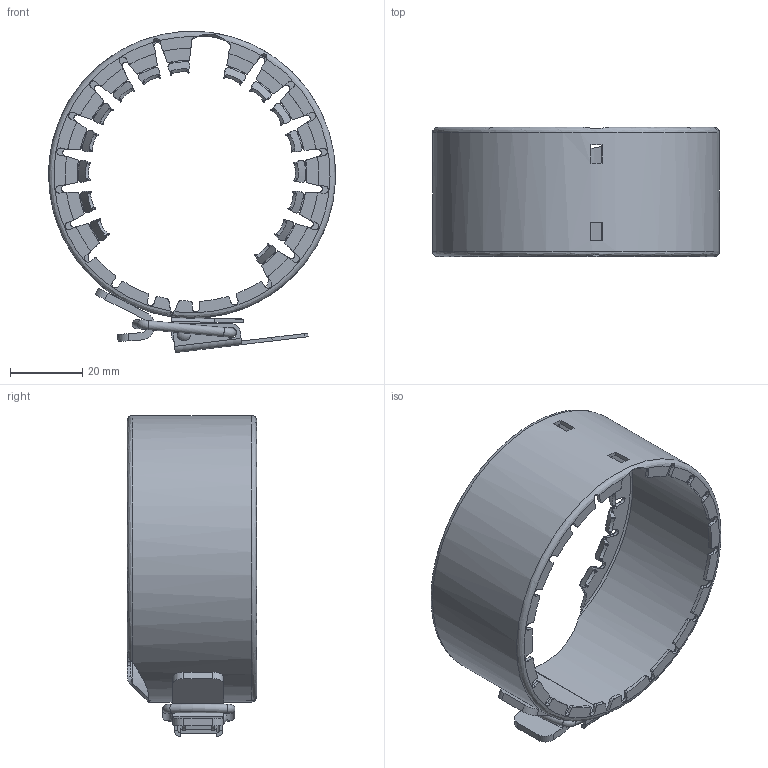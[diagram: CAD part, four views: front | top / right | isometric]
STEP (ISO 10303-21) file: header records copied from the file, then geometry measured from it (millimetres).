
FILE_DESCRIPTION(/* description */ ('STEP AP214'),/* implementation_level */ '2;1');
FILE_NAME(/* name */ '881505z.stp',/* time_stamp */ '2025-04-01T11:08:15+02:00',/* author */ ('corinna'),/* organization */ (''),/* preprocessor_version */ 'ST-DEVELOPER v20',/* originating_system */ 'Autodesk Inventor 2024',/* authorisation */ '');
FILE_SCHEMA (('AUTOMOTIVE_DESIGN { 1 0 10303 214 3 1 1 }'));
Products named in the file (1): 881505z
Bounding box: 79.38 x 35.81 x 88.88 mm (x, y, z)
Volume: 12456.1 mm3; surface area: 25375.6 mm2
Topology: 6 solids, 6 shells, 1034 faces, 2923 edges, 1903 vertices
Faces by surface type: bspline 832, plane 104, cylinder 89, torus 7, sphere 2
Full cylindrical faces by diameter (mm): 2.5 x4, 2.8 x1, 3 x8
Entity records: 67868 total; most frequent: CARTESIAN_POINT 45203, ORIENTED_EDGE 5846, EDGE_CURVE 2923, DIRECTION 2830, VERTEX_POINT 1903, LINE 1148, VECTOR 1148, B_SPLINE_CURVE_WITH_KNOTS 1137
